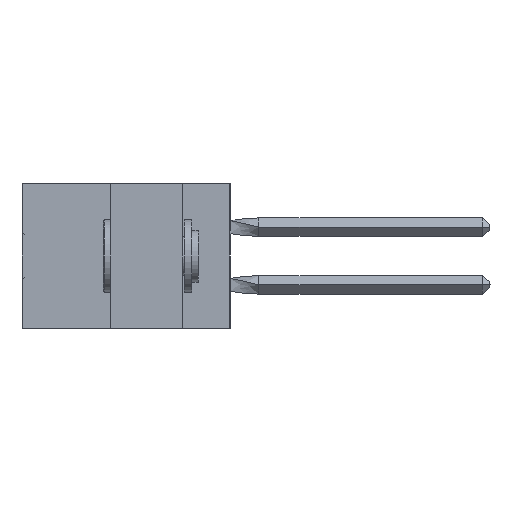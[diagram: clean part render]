
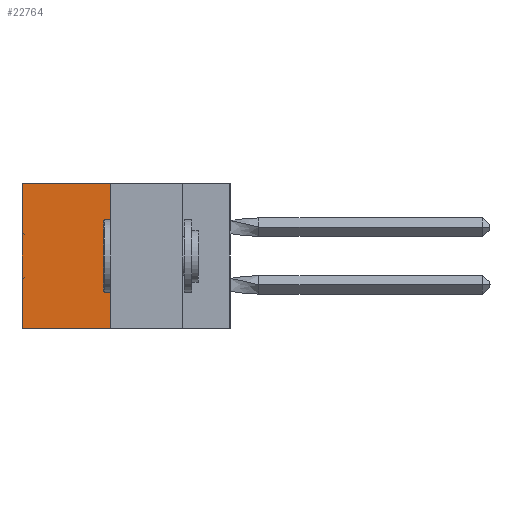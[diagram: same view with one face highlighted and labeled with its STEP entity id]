
A CAD part, left-side view. The second image highlights one B-rep face of the part: STEP entity #22764.
In plain terms, the highlighted planar face has unit normal (-1, 0, 0).
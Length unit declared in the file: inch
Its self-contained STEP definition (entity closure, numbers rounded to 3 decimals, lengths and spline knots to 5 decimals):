
#4785 = EDGE_CURVE ( 'NONE', #42055, #32044, #41830, .T. ) ;
#6328 = DIRECTION ( 'NONE',  ( 0., 0., -1. ) ) ;
#7933 = PLANE ( 'NONE',  #47847 ) ;
#8601 = CARTESIAN_POINT ( 'NONE',  ( 0.305, 0.72, 0. ) ) ;
#8631 = CARTESIAN_POINT ( 'NONE',  ( 0.305, 0.413, 0. ) ) ;
#9340 = DIRECTION ( 'NONE',  ( 0., 1., 0. ) ) ;
#11754 = VECTOR ( 'NONE', #6328, 39.37008 ) ;
#14259 = LINE ( 'NONE', #21525, #11754 ) ;
#15018 = VECTOR ( 'NONE', #21662, 39.37008 ) ;
#15490 = CARTESIAN_POINT ( 'NONE',  ( 0.305, 0.413, -0.5 ) ) ;
#16124 = DIRECTION ( 'NONE',  ( 0., 1., 0. ) ) ;
#16897 = CARTESIAN_POINT ( 'NONE',  ( 0.305, 0.413, -0.5 ) ) ;
#19204 = FACE_OUTER_BOUND ( 'NONE', #40982, .T. ) ;
#19224 = DIRECTION ( 'NONE',  ( 0., 0., -1. ) ) ;
#19690 = VECTOR ( 'NONE', #9340, 39.37008 ) ;
#20406 = CARTESIAN_POINT ( 'NONE',  ( 0.305, 0.72, -0.5 ) ) ;
#20770 = ORIENTED_EDGE ( 'NONE', *, *, #4785, .T. ) ;
#20888 = LINE ( 'NONE', #48079, #45495 ) ;
#21445 = EDGE_CURVE ( 'NONE', #32044, #50754, #43444, .T. ) ;
#21525 = CARTESIAN_POINT ( 'NONE',  ( 0.305, 0.413, -0.5 ) ) ;
#21660 = EDGE_CURVE ( 'NONE', #42055, #29628, #14259, .T. ) ;
#21662 = DIRECTION ( 'NONE',  ( 0., 0., -1. ) ) ;
#22764 = ADVANCED_FACE ( 'NONE', ( #19204 ), #7933, .F. ) ;
#23974 = DIRECTION ( 'NONE',  ( 1., 0., 0. ) ) ;
#29516 = CARTESIAN_POINT ( 'NONE',  ( 0.305, 0.72, -0.5 ) ) ;
#29628 = VERTEX_POINT ( 'NONE', #16897 ) ;
#32044 = VERTEX_POINT ( 'NONE', #8601 ) ;
#33328 = CARTESIAN_POINT ( 'NONE',  ( 0.305, 0.413, 0. ) ) ;
#37016 = ORIENTED_EDGE ( 'NONE', *, *, #21660, .F. ) ;
#38409 = ORIENTED_EDGE ( 'NONE', *, *, #21445, .T. ) ;
#39669 = ORIENTED_EDGE ( 'NONE', *, *, #39726, .F. ) ;
#39726 = EDGE_CURVE ( 'NONE', #29628, #50754, #20888, .T. ) ;
#40982 = EDGE_LOOP ( 'NONE', ( #38409, #39669, #37016, #20770 ) ) ;
#41830 = LINE ( 'NONE', #33328, #19690 ) ;
#42055 = VERTEX_POINT ( 'NONE', #8631 ) ;
#43444 = LINE ( 'NONE', #29516, #15018 ) ;
#45495 = VECTOR ( 'NONE', #16124, 39.37008 ) ;
#47847 = AXIS2_PLACEMENT_3D ( 'NONE', #15490, #23974, #19224 ) ;
#48079 = CARTESIAN_POINT ( 'NONE',  ( 0.305, 0.413, -0.5 ) ) ;
#50754 = VERTEX_POINT ( 'NONE', #20406 ) ;
